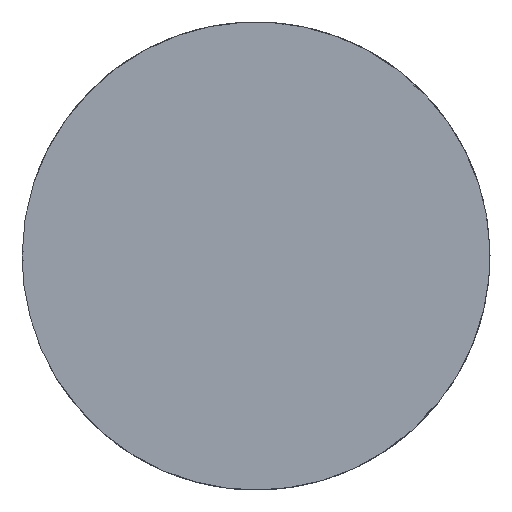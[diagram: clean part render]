
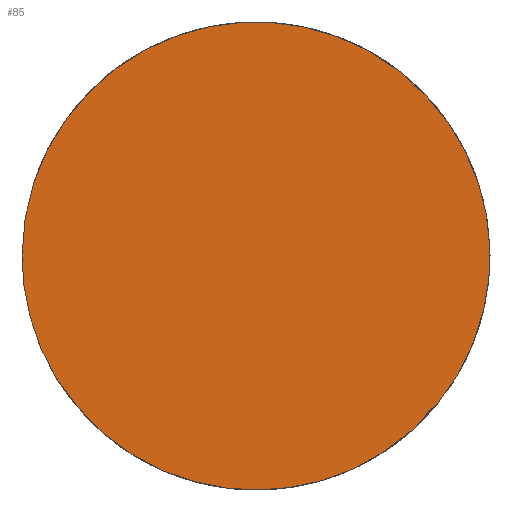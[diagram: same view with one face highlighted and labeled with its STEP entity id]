
A CAD part, left-side view. The second image highlights one B-rep face of the part: STEP entity #85.
In plain terms, the highlighted free-form (B-spline) face has degree [1, 1] with [2, 2] control points.
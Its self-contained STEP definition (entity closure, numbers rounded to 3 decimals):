
#1 = CARTESIAN_POINT ('', (-87., 6., 0.));
#2 = VERTEX_POINT ('', #1);
#12 = CARTESIAN_POINT ('', (-87., 6., 0.));
#13 = CARTESIAN_POINT ('', (-87., 6., 6.));
#14 = CARTESIAN_POINT ('', (-87., 0., 6.));
#15 = CARTESIAN_POINT ('', (-87., -6., 6.));
#16 = CARTESIAN_POINT ('', (-87., -6., 0.));
#17 = CARTESIAN_POINT ('', (-87., -6., -6.));
#18 = CARTESIAN_POINT ('', (-87., 0., -6.));
#19 = CARTESIAN_POINT ('', (-87., 6., -6.));
#20 = CARTESIAN_POINT ('', (-87., 6., 0.));
#21 = (
   BOUNDED_CURVE ()
   B_SPLINE_CURVE (2, (#12, #13, #14, #15, #16, #17, #18, #19, #20), .UNSPECIFIED., .T., .U.)
   B_SPLINE_CURVE_WITH_KNOTS ((3, 2, 2, 2, 3), (0., 0.25, 0.5, 0.75, 1.), .UNSPECIFIED.)
   CURVE ()
   GEOMETRIC_REPRESENTATION_ITEM ()
   RATIONAL_B_SPLINE_CURVE ((1., 0.707, 1., 0.707, 1., 0.707, 1., 0.707, 1.))
   REPRESENTATION_ITEM ('')
);
#22 = EDGE_CURVE ('', #2, #2, #21, .T.);
#77 = ORIENTED_EDGE ('', *, *, #22, .F.);
#78 = EDGE_LOOP ('', (#77));
#79 = FACE_OUTER_BOUND ('', #78, .T.);
#80 = CARTESIAN_POINT ('', (-87., -9.334, -9.334));
#81 = CARTESIAN_POINT ('', (-87., 9.334, -9.334));
#82 = CARTESIAN_POINT ('', (-87., -9.334, 9.334));
#83 = CARTESIAN_POINT ('', (-87., 9.334, 9.334));
#84 = B_SPLINE_SURFACE_WITH_KNOTS ('', 1, 1, ((#80, #81), (#82, #83)), .UNSPECIFIED., .F., .F., .U., (2, 2), (2, 2), (0., 1.), (0., 1.), .UNSPECIFIED.);
#85 = ADVANCED_FACE ('', (#79), #84, .T.);
